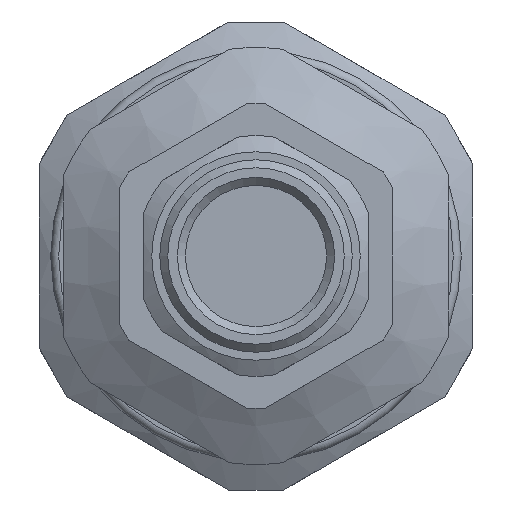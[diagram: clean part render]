
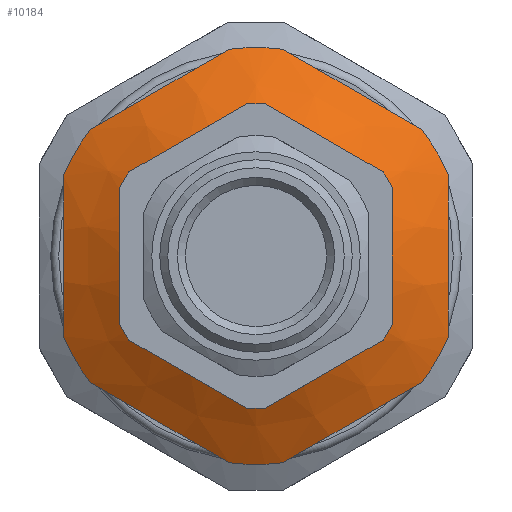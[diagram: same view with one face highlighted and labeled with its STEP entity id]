
A CAD part, left-side view. The second image highlights one B-rep face of the part: STEP entity #10184.
In plain terms, the highlighted conical face has half-angle 60 degrees and reference radius 10.625 mm.
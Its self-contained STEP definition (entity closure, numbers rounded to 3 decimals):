
#318=(
BOUNDED_CURVE()
B_SPLINE_CURVE(2,(#15794,#15795,#15796),.UNSPECIFIED.,.F.,.F.)
B_SPLINE_CURVE_WITH_KNOTS((3,3),(0.,1.007),.UNSPECIFIED.)
CURVE()
GEOMETRIC_REPRESENTATION_ITEM()
RATIONAL_B_SPLINE_CURVE((1.,1.083,1.))
REPRESENTATION_ITEM('')
);
#319=(
BOUNDED_CURVE()
B_SPLINE_CURVE(2,(#15798,#15799,#15800),.UNSPECIFIED.,.F.,.F.)
B_SPLINE_CURVE_WITH_KNOTS((3,3),(0.,1.007),.UNSPECIFIED.)
CURVE()
GEOMETRIC_REPRESENTATION_ITEM()
RATIONAL_B_SPLINE_CURVE((1.,1.083,1.))
REPRESENTATION_ITEM('')
);
#320=(
BOUNDED_CURVE()
B_SPLINE_CURVE(2,(#15804,#15805,#15806),.UNSPECIFIED.,.F.,.F.)
B_SPLINE_CURVE_WITH_KNOTS((3,3),(0.,1.007),.UNSPECIFIED.)
CURVE()
GEOMETRIC_REPRESENTATION_ITEM()
RATIONAL_B_SPLINE_CURVE((1.,1.083,1.))
REPRESENTATION_ITEM('')
);
#321=(
BOUNDED_CURVE()
B_SPLINE_CURVE(2,(#15810,#15811,#15812),.UNSPECIFIED.,.F.,.F.)
B_SPLINE_CURVE_WITH_KNOTS((3,3),(0.,1.007),.UNSPECIFIED.)
CURVE()
GEOMETRIC_REPRESENTATION_ITEM()
RATIONAL_B_SPLINE_CURVE((1.,1.083,1.))
REPRESENTATION_ITEM('')
);
#322=(
BOUNDED_CURVE()
B_SPLINE_CURVE(2,(#15816,#15817,#15818),.UNSPECIFIED.,.F.,.F.)
B_SPLINE_CURVE_WITH_KNOTS((3,3),(0.,1.007),.UNSPECIFIED.)
CURVE()
GEOMETRIC_REPRESENTATION_ITEM()
RATIONAL_B_SPLINE_CURVE((1.,1.083,1.))
REPRESENTATION_ITEM('')
);
#323=(
BOUNDED_CURVE()
B_SPLINE_CURVE(2,(#15822,#15823,#15824),.UNSPECIFIED.,.F.,.F.)
B_SPLINE_CURVE_WITH_KNOTS((3,3),(0.,1.007),.UNSPECIFIED.)
CURVE()
GEOMETRIC_REPRESENTATION_ITEM()
RATIONAL_B_SPLINE_CURVE((1.,1.083,1.))
REPRESENTATION_ITEM('')
);
#346=CONICAL_SURFACE('',#10941,10.625,1.047);
#614=CIRCLE('',#10686,8.25);
#615=CIRCLE('',#10687,8.25);
#792=CIRCLE('',#10940,13.);
#793=CIRCLE('',#10942,13.);
#794=CIRCLE('',#10943,13.);
#795=CIRCLE('',#10944,13.);
#796=CIRCLE('',#10945,13.);
#797=CIRCLE('',#10946,13.);
#798=CIRCLE('',#10947,13.);
#996=FACE_OUTER_BOUND('',#1606,.T.);
#1606=EDGE_LOOP('',(#7226,#7227,#7228,#7229,#7230,#7231,#7232,#7233,#7234,
#7235,#7236,#7237,#7238,#7239,#7240,#7241,#7242));
#2769=LINE('',#15827,#3395);
#3395=VECTOR('',#11946,10.625);
#3894=VERTEX_POINT('',#13145);
#3895=VERTEX_POINT('',#13146);
#4395=VERTEX_POINT('',#15784);
#4398=VERTEX_POINT('',#15789);
#4399=VERTEX_POINT('',#15793);
#4400=VERTEX_POINT('',#15797);
#4401=VERTEX_POINT('',#15801);
#4402=VERTEX_POINT('',#15803);
#4403=VERTEX_POINT('',#15807);
#4404=VERTEX_POINT('',#15809);
#4405=VERTEX_POINT('',#15813);
#4406=VERTEX_POINT('',#15815);
#4407=VERTEX_POINT('',#15819);
#4408=VERTEX_POINT('',#15821);
#4409=VERTEX_POINT('',#15825);
#4911=EDGE_CURVE('',#3894,#3895,#614,.T.);
#4912=EDGE_CURVE('',#3895,#3894,#615,.T.);
#5486=EDGE_CURVE('',#4398,#4395,#792,.T.);
#5487=EDGE_CURVE('',#4399,#4395,#318,.T.);
#5488=EDGE_CURVE('',#4398,#4400,#319,.T.);
#5489=EDGE_CURVE('',#4401,#4400,#793,.T.);
#5490=EDGE_CURVE('',#4401,#4402,#320,.T.);
#5491=EDGE_CURVE('',#4403,#4402,#794,.T.);
#5492=EDGE_CURVE('',#4403,#4404,#321,.T.);
#5493=EDGE_CURVE('',#4405,#4404,#795,.T.);
#5494=EDGE_CURVE('',#4405,#4406,#322,.T.);
#5495=EDGE_CURVE('',#4407,#4406,#796,.T.);
#5496=EDGE_CURVE('',#4407,#4408,#323,.T.);
#5497=EDGE_CURVE('',#4409,#4408,#797,.T.);
#5498=EDGE_CURVE('',#4409,#3895,#2769,.T.);
#5499=EDGE_CURVE('',#4399,#4409,#798,.T.);
#7226=ORIENTED_EDGE('',*,*,#5487,.T.);
#7227=ORIENTED_EDGE('',*,*,#5486,.F.);
#7228=ORIENTED_EDGE('',*,*,#5488,.T.);
#7229=ORIENTED_EDGE('',*,*,#5489,.F.);
#7230=ORIENTED_EDGE('',*,*,#5490,.T.);
#7231=ORIENTED_EDGE('',*,*,#5491,.F.);
#7232=ORIENTED_EDGE('',*,*,#5492,.T.);
#7233=ORIENTED_EDGE('',*,*,#5493,.F.);
#7234=ORIENTED_EDGE('',*,*,#5494,.T.);
#7235=ORIENTED_EDGE('',*,*,#5495,.F.);
#7236=ORIENTED_EDGE('',*,*,#5496,.T.);
#7237=ORIENTED_EDGE('',*,*,#5497,.F.);
#7238=ORIENTED_EDGE('',*,*,#5498,.T.);
#7239=ORIENTED_EDGE('',*,*,#4912,.T.);
#7240=ORIENTED_EDGE('',*,*,#4911,.T.);
#7241=ORIENTED_EDGE('',*,*,#5498,.F.);
#7242=ORIENTED_EDGE('',*,*,#5499,.F.);
#10184=ADVANCED_FACE('',(#996),#346,.T.);
#10686=AXIS2_PLACEMENT_3D('',#13147,#11294,#11295);
#10687=AXIS2_PLACEMENT_3D('',#13148,#11296,#11297);
#10940=AXIS2_PLACEMENT_3D('',#15791,#11932,#11933);
#10941=AXIS2_PLACEMENT_3D('',#15792,#11934,#11935);
#10942=AXIS2_PLACEMENT_3D('',#15802,#11936,#11937);
#10943=AXIS2_PLACEMENT_3D('',#15808,#11938,#11939);
#10944=AXIS2_PLACEMENT_3D('',#15814,#11940,#11941);
#10945=AXIS2_PLACEMENT_3D('',#15820,#11942,#11943);
#10946=AXIS2_PLACEMENT_3D('',#15826,#11944,#11945);
#10947=AXIS2_PLACEMENT_3D('',#15828,#11947,#11948);
#11294=DIRECTION('center_axis',(1.,0.,0.));
#11295=DIRECTION('ref_axis',(0.,-0.5,-0.866));
#11296=DIRECTION('center_axis',(1.,0.,0.));
#11297=DIRECTION('ref_axis',(0.,-0.5,-0.866));
#11932=DIRECTION('center_axis',(1.,0.,0.));
#11933=DIRECTION('ref_axis',(0.,-0.5,-0.866));
#11934=DIRECTION('center_axis',(1.,0.,0.));
#11935=DIRECTION('ref_axis',(0.,0.866,-0.5));
#11936=DIRECTION('center_axis',(1.,0.,0.));
#11937=DIRECTION('ref_axis',(0.,-0.5,-0.866));
#11938=DIRECTION('center_axis',(1.,0.,0.));
#11939=DIRECTION('ref_axis',(0.,-0.5,-0.866));
#11940=DIRECTION('center_axis',(1.,0.,0.));
#11941=DIRECTION('ref_axis',(0.,-0.5,-0.866));
#11942=DIRECTION('center_axis',(1.,0.,0.));
#11943=DIRECTION('ref_axis',(0.,-0.5,-0.866));
#11944=DIRECTION('center_axis',(1.,0.,0.));
#11945=DIRECTION('ref_axis',(0.,-0.5,-0.866));
#11946=DIRECTION('',(-0.5,0.75,-0.433));
#11947=DIRECTION('center_axis',(1.,0.,0.));
#11948=DIRECTION('ref_axis',(0.,-0.5,-0.866));
#13145=CARTESIAN_POINT('',(14.841,9.303,-4.125));
#13146=CARTESIAN_POINT('',(14.841,-4.986,4.125));
#13147=CARTESIAN_POINT('Origin',(14.841,2.158,0.));
#13148=CARTESIAN_POINT('Origin',(14.841,2.158,0.));
#15784=CARTESIAN_POINT('',(17.584,0.488,12.892));
#15789=CARTESIAN_POINT('',(17.584,3.828,12.892));
#15791=CARTESIAN_POINT('Origin',(17.584,2.158,0.));
#15792=CARTESIAN_POINT('Origin',(16.212,2.158,0.));
#15793=CARTESIAN_POINT('',(17.584,-8.172,7.892));
#15794=CARTESIAN_POINT('Ctrl Pts',(17.584,-8.172,7.892));
#15795=CARTESIAN_POINT('Ctrl Pts',(16.473,-3.842,10.392));
#15796=CARTESIAN_POINT('Ctrl Pts',(17.584,0.488,12.892));
#15797=CARTESIAN_POINT('',(17.584,12.488,7.892));
#15798=CARTESIAN_POINT('Ctrl Pts',(17.584,3.828,12.892));
#15799=CARTESIAN_POINT('Ctrl Pts',(16.473,8.158,10.392));
#15800=CARTESIAN_POINT('Ctrl Pts',(17.584,12.488,7.892));
#15801=CARTESIAN_POINT('',(17.584,14.158,5.));
#15802=CARTESIAN_POINT('Origin',(17.584,2.158,0.));
#15803=CARTESIAN_POINT('',(17.584,14.158,-5.));
#15804=CARTESIAN_POINT('Ctrl Pts',(17.584,14.158,5.));
#15805=CARTESIAN_POINT('Ctrl Pts',(16.473,14.158,0.));
#15806=CARTESIAN_POINT('Ctrl Pts',(17.584,14.158,-5.));
#15807=CARTESIAN_POINT('',(17.584,12.488,-7.892));
#15808=CARTESIAN_POINT('Origin',(17.584,2.158,0.));
#15809=CARTESIAN_POINT('',(17.584,3.828,-12.892));
#15810=CARTESIAN_POINT('Ctrl Pts',(17.584,12.488,-7.892));
#15811=CARTESIAN_POINT('Ctrl Pts',(16.473,8.158,-10.392));
#15812=CARTESIAN_POINT('Ctrl Pts',(17.584,3.828,-12.892));
#15813=CARTESIAN_POINT('',(17.584,0.488,-12.892));
#15814=CARTESIAN_POINT('Origin',(17.584,2.158,0.));
#15815=CARTESIAN_POINT('',(17.584,-8.172,-7.892));
#15816=CARTESIAN_POINT('Ctrl Pts',(17.584,0.488,-12.892));
#15817=CARTESIAN_POINT('Ctrl Pts',(16.473,-3.842,-10.392));
#15818=CARTESIAN_POINT('Ctrl Pts',(17.584,-8.172,-7.892));
#15819=CARTESIAN_POINT('',(17.584,-9.842,-5.));
#15820=CARTESIAN_POINT('Origin',(17.584,2.158,0.));
#15821=CARTESIAN_POINT('',(17.584,-9.842,5.));
#15822=CARTESIAN_POINT('Ctrl Pts',(17.584,-9.842,-5.));
#15823=CARTESIAN_POINT('Ctrl Pts',(16.473,-9.842,0.));
#15824=CARTESIAN_POINT('Ctrl Pts',(17.584,-9.842,5.));
#15825=CARTESIAN_POINT('',(17.584,-9.1,6.5));
#15826=CARTESIAN_POINT('Origin',(17.584,2.158,0.));
#15827=CARTESIAN_POINT('',(16.212,-7.043,5.312));
#15828=CARTESIAN_POINT('Origin',(17.584,2.158,0.));
